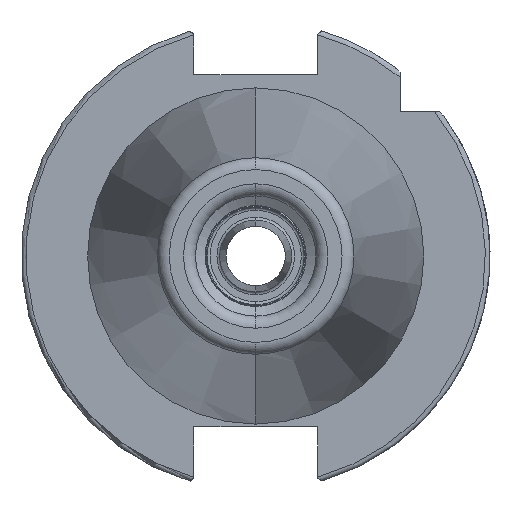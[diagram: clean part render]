
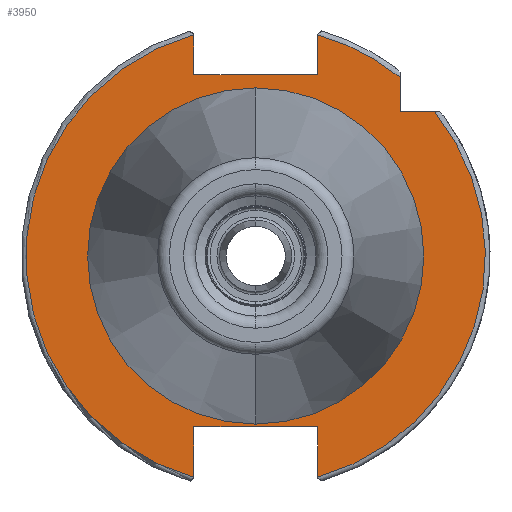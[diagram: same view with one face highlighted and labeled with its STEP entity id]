
A CAD part, left-side view. The second image highlights one B-rep face of the part: STEP entity #3950.
In plain terms, the highlighted planar face has unit normal (-1, 0, 0).
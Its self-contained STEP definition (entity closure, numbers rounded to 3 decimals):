
#17 = CIRCLE ( 'NONE', #821, 47.725 ) ;
#35 = CARTESIAN_POINT ( 'NONE',  ( 3.2, -12.85, 37.7 ) ) ;
#38 = EDGE_LOOP ( 'NONE', ( #627, #608, #605, #581, #567, #555, #551, #547, #540, #533, #527 ) ) ;
#56 = CARTESIAN_POINT ( 'NONE',  ( 3.2, 12.85, 45.963 ) ) ;
#72 = VECTOR ( 'NONE', #2049, 1000. ) ;
#79 = LINE ( 'NONE', #2088, #72 ) ;
#154 = AXIS2_PLACEMENT_3D ( 'NONE', #1235, #1201, #1176 ) ;
#159 = CARTESIAN_POINT ( 'NONE',  ( 3.2, -12.85, 37.7 ) ) ;
#187 = VECTOR ( 'NONE', #639, 1000. ) ;
#225 = DIRECTION ( 'NONE',  ( 0., 0., 1. ) ) ;
#252 = LINE ( 'NONE', #625, #187 ) ;
#255 = EDGE_CURVE ( 'NONE', #1857, #1888, #1499, .T. ) ;
#297 = VERTEX_POINT ( 'NONE', #2682 ) ;
#315 = VERTEX_POINT ( 'NONE', #2522 ) ;
#490 = VECTOR ( 'NONE', #1929, 1000. ) ;
#497 = LINE ( 'NONE', #1875, #490 ) ;
#510 = ORIENTED_EDGE ( 'NONE', *, *, #1240, .T. ) ;
#520 = ORIENTED_EDGE ( 'NONE', *, *, #255, .T. ) ;
#527 = ORIENTED_EDGE ( 'NONE', *, *, #3873, .F. ) ;
#533 = ORIENTED_EDGE ( 'NONE', *, *, #3176, .F. ) ;
#540 = ORIENTED_EDGE ( 'NONE', *, *, #1604, .F. ) ;
#545 = DIRECTION ( 'NONE',  ( 0., 0., 1. ) ) ;
#547 = ORIENTED_EDGE ( 'NONE', *, *, #1976, .F. ) ;
#551 = ORIENTED_EDGE ( 'NONE', *, *, #2648, .F. ) ;
#555 = ORIENTED_EDGE ( 'NONE', *, *, #4078, .F. ) ;
#567 = ORIENTED_EDGE ( 'NONE', *, *, #1748, .F. ) ;
#581 = ORIENTED_EDGE ( 'NONE', *, *, #2478, .F. ) ;
#588 = CARTESIAN_POINT ( 'NONE',  ( 3.2, -30., 37.117 ) ) ;
#594 = EDGE_LOOP ( 'NONE', ( #520, #510 ) ) ;
#605 = ORIENTED_EDGE ( 'NONE', *, *, #2414, .F. ) ;
#608 = ORIENTED_EDGE ( 'NONE', *, *, #2327, .F. ) ;
#625 = CARTESIAN_POINT ( 'NONE',  ( 3.2, 12.85, -35.5 ) ) ;
#627 = ORIENTED_EDGE ( 'NONE', *, *, #2228, .F. ) ;
#639 = DIRECTION ( 'NONE',  ( 0., 1., 0. ) ) ;
#662 = CARTESIAN_POINT ( 'NONE',  ( 3.2, -12.85, -47. ) ) ;
#668 = VERTEX_POINT ( 'NONE', #159 ) ;
#698 = VECTOR ( 'NONE', #545, 1000. ) ;
#734 = LINE ( 'NONE', #662, #698 ) ;
#738 = DIRECTION ( 'NONE',  ( 0., 0., -1. ) ) ;
#821 = AXIS2_PLACEMENT_3D ( 'NONE', #3715, #3567, #3406 ) ;
#1031 = CARTESIAN_POINT ( 'NONE',  ( 3.2, 12.85, -47. ) ) ;
#1096 = CIRCLE ( 'NONE', #154, 34.925 ) ;
#1176 = DIRECTION ( 'NONE',  ( 0., 0., -1. ) ) ;
#1178 = AXIS2_PLACEMENT_3D ( 'NONE', #1949, #2973, #2390 ) ;
#1201 = DIRECTION ( 'NONE',  ( 1., 0., 0. ) ) ;
#1235 = CARTESIAN_POINT ( 'NONE',  ( 3.2, 0., 0. ) ) ;
#1240 = EDGE_CURVE ( 'NONE', #1888, #1857, #1096, .T. ) ;
#1499 = CIRCLE ( 'NONE', #2490, 34.925 ) ;
#1532 = AXIS2_PLACEMENT_3D ( 'NONE', #2865, #2876, #2924 ) ;
#1604 = EDGE_CURVE ( 'NONE', #297, #3746, #734, .T. ) ;
#1748 = EDGE_CURVE ( 'NONE', #2328, #2515, #497, .T. ) ;
#1857 = VERTEX_POINT ( 'NONE', #2908 ) ;
#1875 = CARTESIAN_POINT ( 'NONE',  ( 3.2, 12.85, 37.7 ) ) ;
#1888 = VERTEX_POINT ( 'NONE', #3307 ) ;
#1913 = DIRECTION ( 'NONE',  ( 0., 0., -1. ) ) ;
#1929 = DIRECTION ( 'NONE',  ( 0., 0., -1. ) ) ;
#1949 = CARTESIAN_POINT ( 'NONE',  ( 3.2, 47.725, 0. ) ) ;
#1976 = EDGE_CURVE ( 'NONE', #3746, #2043, #252, .T. ) ;
#2043 = VERTEX_POINT ( 'NONE', #2336 ) ;
#2049 = DIRECTION ( 'NONE',  ( 0., 0., -1. ) ) ;
#2088 = CARTESIAN_POINT ( 'NONE',  ( 3.2, -30., 30. ) ) ;
#2117 = CARTESIAN_POINT ( 'NONE',  ( 3.2, 12.85, -45.963 ) ) ;
#2228 = EDGE_CURVE ( 'NONE', #2301, #3798, #79, .T. ) ;
#2273 = CIRCLE ( 'NONE', #1532, 47.725 ) ;
#2301 = VERTEX_POINT ( 'NONE', #588 ) ;
#2327 = EDGE_CURVE ( 'NONE', #2417, #2301, #17, .T. ) ;
#2328 = VERTEX_POINT ( 'NONE', #56 ) ;
#2336 = CARTESIAN_POINT ( 'NONE',  ( 3.2, 12.85, -35.5 ) ) ;
#2390 = DIRECTION ( 'NONE',  ( 0., 0., 1. ) ) ;
#2414 = EDGE_CURVE ( 'NONE', #668, #2417, #4095, .T. ) ;
#2417 = VERTEX_POINT ( 'NONE', #4061 ) ;
#2472 = CARTESIAN_POINT ( 'NONE',  ( 3.2, 12.85, 37.7 ) ) ;
#2478 = EDGE_CURVE ( 'NONE', #2515, #668, #4027, .T. ) ;
#2490 = AXIS2_PLACEMENT_3D ( 'NONE', #2814, #2780, #2767 ) ;
#2515 = VERTEX_POINT ( 'NONE', #2472 ) ;
#2522 = CARTESIAN_POINT ( 'NONE',  ( 3.2, -37.117, 30. ) ) ;
#2585 = VERTEX_POINT ( 'NONE', #2117 ) ;
#2607 = FACE_OUTER_BOUND ( 'NONE', #38, .T. ) ;
#2612 = FACE_BOUND ( 'NONE', #594, .T. ) ;
#2616 = DIRECTION ( 'NONE',  ( 1., 0., 0. ) ) ;
#2648 = EDGE_CURVE ( 'NONE', #2043, #2585, #3981, .T. ) ;
#2682 = CARTESIAN_POINT ( 'NONE',  ( 3.2, -12.85, -45.963 ) ) ;
#2737 = LINE ( 'NONE', #3556, #2747 ) ;
#2747 = VECTOR ( 'NONE', #3568, 1000. ) ;
#2760 = PLANE ( 'NONE',  #1178 ) ;
#2767 = DIRECTION ( 'NONE',  ( 0., 0., -1. ) ) ;
#2769 = CARTESIAN_POINT ( 'NONE',  ( 3.2, -12.85, -35.5 ) ) ;
#2780 = DIRECTION ( 'NONE',  ( 1., 0., 0. ) ) ;
#2812 = AXIS2_PLACEMENT_3D ( 'NONE', #3529, #2616, #1913 ) ;
#2814 = CARTESIAN_POINT ( 'NONE',  ( 3.2, 0., 0. ) ) ;
#2865 = CARTESIAN_POINT ( 'NONE',  ( 3.2, 0., 0. ) ) ;
#2876 = DIRECTION ( 'NONE',  ( 1., 0., 0. ) ) ;
#2908 = CARTESIAN_POINT ( 'NONE',  ( 3.2, 0., -34.925 ) ) ;
#2924 = DIRECTION ( 'NONE',  ( 0., 0., -1. ) ) ;
#2973 = DIRECTION ( 'NONE',  ( -1., 0., 0. ) ) ;
#2987 = CARTESIAN_POINT ( 'NONE',  ( 3.2, -30., 30. ) ) ;
#3102 = DIRECTION ( 'NONE',  ( 0., -1., 0. ) ) ;
#3142 = CARTESIAN_POINT ( 'NONE',  ( 3.2, 12.85, 37.7 ) ) ;
#3176 = EDGE_CURVE ( 'NONE', #315, #297, #3714, .T. ) ;
#3307 = CARTESIAN_POINT ( 'NONE',  ( 3.2, 0., 34.925 ) ) ;
#3406 = DIRECTION ( 'NONE',  ( 0., 0., -1. ) ) ;
#3529 = CARTESIAN_POINT ( 'NONE',  ( 3.2, 0., 0. ) ) ;
#3556 = CARTESIAN_POINT ( 'NONE',  ( 3.2, -30., 30. ) ) ;
#3567 = DIRECTION ( 'NONE',  ( 1., 0., 0. ) ) ;
#3568 = DIRECTION ( 'NONE',  ( 0., -1., 0. ) ) ;
#3714 = CIRCLE ( 'NONE', #2812, 47.725 ) ;
#3715 = CARTESIAN_POINT ( 'NONE',  ( 3.2, 0., 0. ) ) ;
#3746 = VERTEX_POINT ( 'NONE', #2769 ) ;
#3798 = VERTEX_POINT ( 'NONE', #2987 ) ;
#3873 = EDGE_CURVE ( 'NONE', #3798, #315, #2737, .T. ) ;
#3938 = VECTOR ( 'NONE', #738, 1000. ) ;
#3950 = ADVANCED_FACE ( 'NONE', ( #2607, #2612 ), #2760, .T. ) ;
#3981 = LINE ( 'NONE', #1031, #3938 ) ;
#4011 = VECTOR ( 'NONE', #3102, 1000. ) ;
#4027 = LINE ( 'NONE', #3142, #4011 ) ;
#4061 = CARTESIAN_POINT ( 'NONE',  ( 3.2, -12.85, 45.963 ) ) ;
#4063 = VECTOR ( 'NONE', #225, 1000. ) ;
#4078 = EDGE_CURVE ( 'NONE', #2585, #2328, #2273, .T. ) ;
#4095 = LINE ( 'NONE', #35, #4063 ) ;
